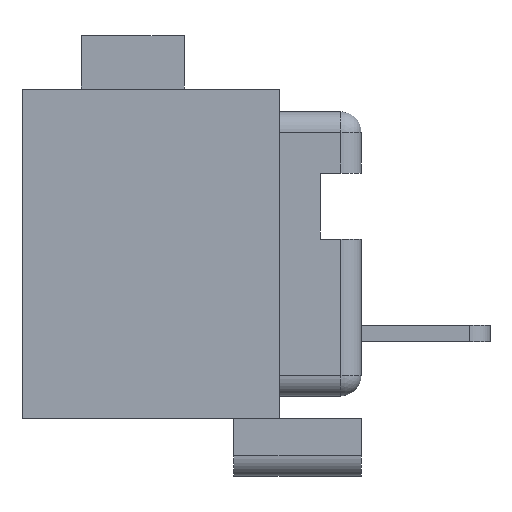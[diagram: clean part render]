
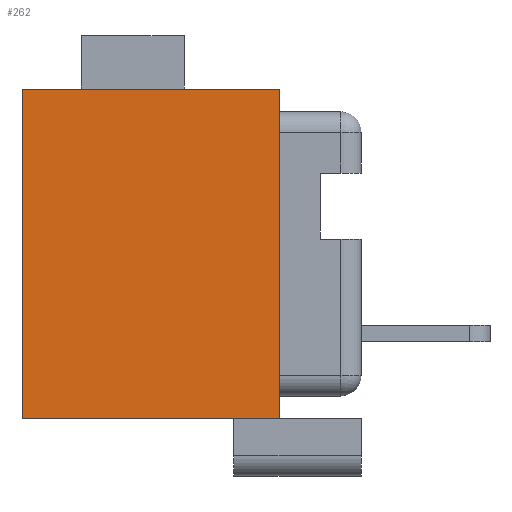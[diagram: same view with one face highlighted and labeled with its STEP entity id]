
A CAD part, left-side view. The second image highlights one B-rep face of the part: STEP entity #262.
In plain terms, the highlighted planar face has unit normal (-1, 0, 0).
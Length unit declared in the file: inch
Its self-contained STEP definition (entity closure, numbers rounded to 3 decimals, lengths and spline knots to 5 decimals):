
#262 = ADVANCED_FACE( '', ( #667 ), #668, .F. );
#667 = FACE_OUTER_BOUND( '', #1178, .T. );
#668 = PLANE( '', #1179 );
#1178 = EDGE_LOOP( '', ( #2673, #2674, #2675, #2676 ) );
#1179 = AXIS2_PLACEMENT_3D( '', #2677, #2678, #2679 );
#2673 = ORIENTED_EDGE( '', *, *, #4114, .F. );
#2674 = ORIENTED_EDGE( '', *, *, #4062, .F. );
#2675 = ORIENTED_EDGE( '', *, *, #4140, .F. );
#2676 = ORIENTED_EDGE( '', *, *, #4133, .F. );
#2677 = CARTESIAN_POINT( '', ( -0.38, 0.144, 0. ) );
#2678 = DIRECTION( '', ( 1., 0., 0. ) );
#2679 = DIRECTION( '', ( 0., 1., 0. ) );
#4062 = EDGE_CURVE( '', #5164, #5166, #5167, .T. );
#4114 = EDGE_CURVE( '', #5166, #5239, #5240, .T. );
#4133 = EDGE_CURVE( '', #5239, #5264, #5265, .T. );
#4140 = EDGE_CURVE( '', #5264, #5164, #5274, .T. );
#5164 = VERTEX_POINT( '', #6812 );
#5166 = VERTEX_POINT( '', #6815 );
#5167 = LINE( '', #6816, #6817 );
#5239 = VERTEX_POINT( '', #6940 );
#5240 = LINE( '', #6941, #6942 );
#5264 = VERTEX_POINT( '', #6984 );
#5265 = LINE( '', #6985, #6986 );
#5274 = LINE( '', #7001, #7002 );
#6812 = CARTESIAN_POINT( '', ( -0.38, -0.012, -0.2 ) );
#6815 = CARTESIAN_POINT( '', ( -0.38, 0.3, -0.2 ) );
#6816 = CARTESIAN_POINT( '', ( -0.38, -0.012, -0.2 ) );
#6817 = VECTOR( '', #7854, 39.37008 );
#6940 = CARTESIAN_POINT( '', ( -0.38, 0.3, 0.2 ) );
#6941 = CARTESIAN_POINT( '', ( -0.38, 0.3, -0.2 ) );
#6942 = VECTOR( '', #7906, 39.37008 );
#6984 = CARTESIAN_POINT( '', ( -0.38, -0.012, 0.2 ) );
#6985 = CARTESIAN_POINT( '', ( -0.38, 0.3, 0.2 ) );
#6986 = VECTOR( '', #7925, 39.37008 );
#7001 = CARTESIAN_POINT( '', ( -0.38, -0.012, 0.2 ) );
#7002 = VECTOR( '', #7932, 39.37008 );
#7854 = DIRECTION( '', ( 0., 1., 0. ) );
#7906 = DIRECTION( '', ( 0., 0., 1. ) );
#7925 = DIRECTION( '', ( 0., -1., 0. ) );
#7932 = DIRECTION( '', ( 0., 0., -1. ) );
